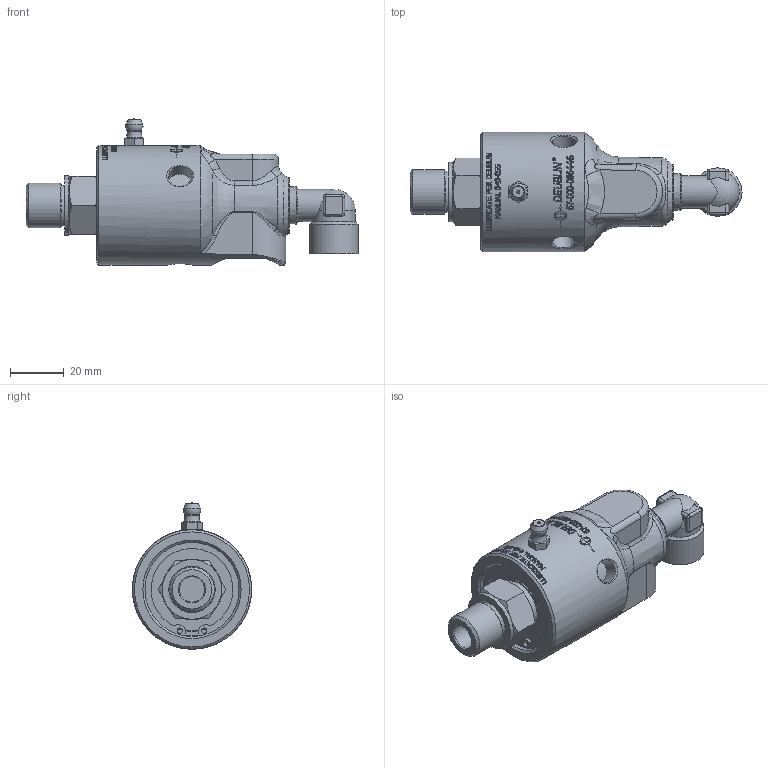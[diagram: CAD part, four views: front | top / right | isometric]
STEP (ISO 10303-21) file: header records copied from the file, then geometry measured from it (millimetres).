
FILE_DESCRIPTION(/* description */ (''),/* implementation_level */ '2;1');
FILE_NAME(/* name */ '57-000-095446-ICe.stp',/* time_stamp */ '2022-01-11T15:49:52-06:00',/* author */ ('dyurkovich'),/* organization */ (''),/* preprocessor_version */ 'ST-DEVELOPER v18.1',/* originating_system */ 'Autodesk Inventor 2022',/* authorisation */ '');
FILE_SCHEMA (('AUTOMOTIVE_DESIGN { 1 0 10303 214 3 1 1 }'));
Products named in the file (1): 57-000-095446-IC
Bounding box: 123.71 x 44.5 x 54.5 mm (x, y, z)
Volume: 95746 mm3; surface area: 20301.2 mm2
Topology: 2 solids, 5 shells, 1005 faces, 2633 edges, 1735 vertices
Faces by surface type: plane 446, bspline 360, cylinder 154, cone 23, torus 16, sphere 6
Full cylindrical faces by diameter (mm): 1.981 x2, 5.359 x1, 8.6 x3, 9.5 x1, 10.719 x1, 12 x1, 14.501 x1, 16 x1, 16.6 x1, 16.662 x1, 17 x1, 17.3 x1, 18 x1, 19.15 x1, 22.2 x1, 22.65 x1, 30.95 x1, 31.2 x1, 35 x1, 35.05 x1, 37.18 x1, 44.5 x1
Entity records: 43875 total; most frequent: CARTESIAN_POINT 20539, ORIENTED_EDGE 5262, DIRECTION 3955, EDGE_CURVE 2631, VERTEX_POINT 1735, AXIS2_PLACEMENT_3D 1418, LINE 1119, VECTOR 1119
